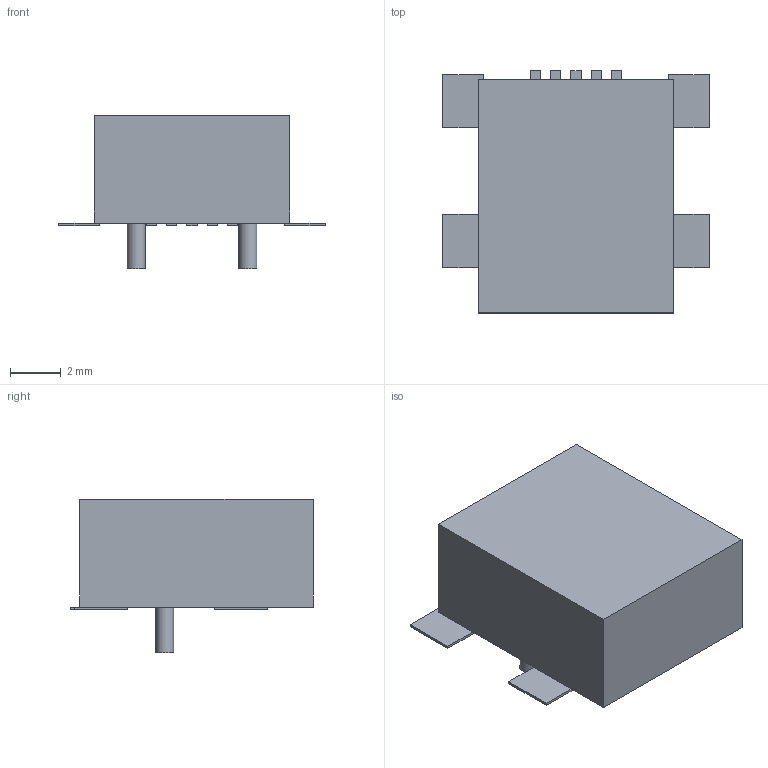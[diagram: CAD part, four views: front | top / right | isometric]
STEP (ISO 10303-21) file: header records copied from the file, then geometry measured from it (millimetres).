
FILE_DESCRIPTION(('FreeCAD Model'),'2;1');
FILE_NAME('13800491.1.2.stp','2021-09-20T09:40:20',( 'Author'),(''),'Open CASCADE STEP processor 6.9','FreeCAD','Unknown' );
FILE_SCHEMA(('AUTOMOTIVE_DESIGN { 1 0 10303 214 1 1 1 1 }'));
Length unit declared in the file: millimetre
Products named in the file (4): ASSEMBLY; Body; Pins; Lugs
Assembly tree (3 placements, depth 2):
  ASSEMBLY
    Body
    Pins
    Lugs
Bounding box: 10.5 x 9.55 x 6.05 mm (x, y, z)
Volume: 304.2 mm3; surface area: 336 mm2
Topology: 12 solids, 12 shells, 66 faces, 126 edges, 84 vertices
Faces by surface type: plane 64, cylinder 2
Full cylindrical faces by diameter (mm): 0.7 x2
Entity records: 3427 total; most frequent: CARTESIAN_POINT 532, DIRECTION 522, LINE 370, VECTOR 370, ORIENTED_EDGE 252, PCURVE 252, DEFINITIONAL_REPRESENTATION 252, EDGE_CURVE 126
